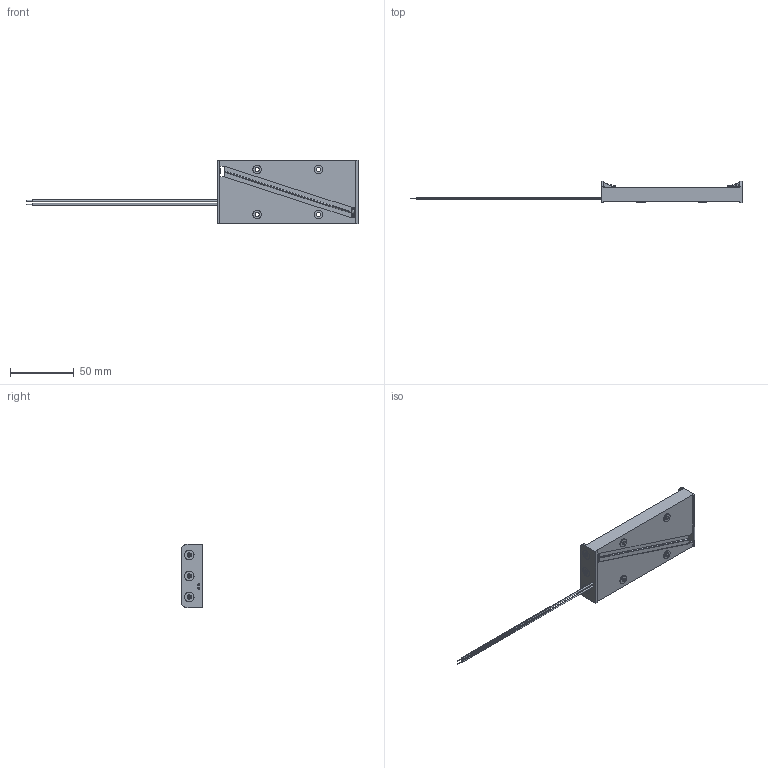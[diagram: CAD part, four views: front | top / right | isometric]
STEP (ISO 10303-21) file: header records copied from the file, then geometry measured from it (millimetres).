
FILE_DESCRIPTION (( 'STEP AP214' ), '1' );
FILE_NAME ('BH36AAW.STEP', '2020-01-10T10:46:21', ( '' ), ( '' ), 'SwSTEP 2.0', 'SolidWorks 2017', '' );
FILE_SCHEMA (( 'AUTOMOTIVE_DESIGN' ));
Length unit declared in the file: millimetre
Products named in the file (1): BH36AAW
Bounding box: 260 x 16.9 x 49.5 mm (x, y, z)
Volume: 17176.9 mm3; surface area: 26617.7 mm2
Topology: 13 solids, 13 shells, 419 faces, 983 edges, 635 vertices
Faces by surface type: plane 211, cylinder 148, torus 48, bspline 12
Entity records: 19377 total; most frequent: CARTESIAN_POINT 9244, DIRECTION 2167, ORIENTED_EDGE 1966, EDGE_CURVE 983, AXIS2_PLACEMENT_3D 810, VERTEX_POINT 635, LINE 547, VECTOR 547
